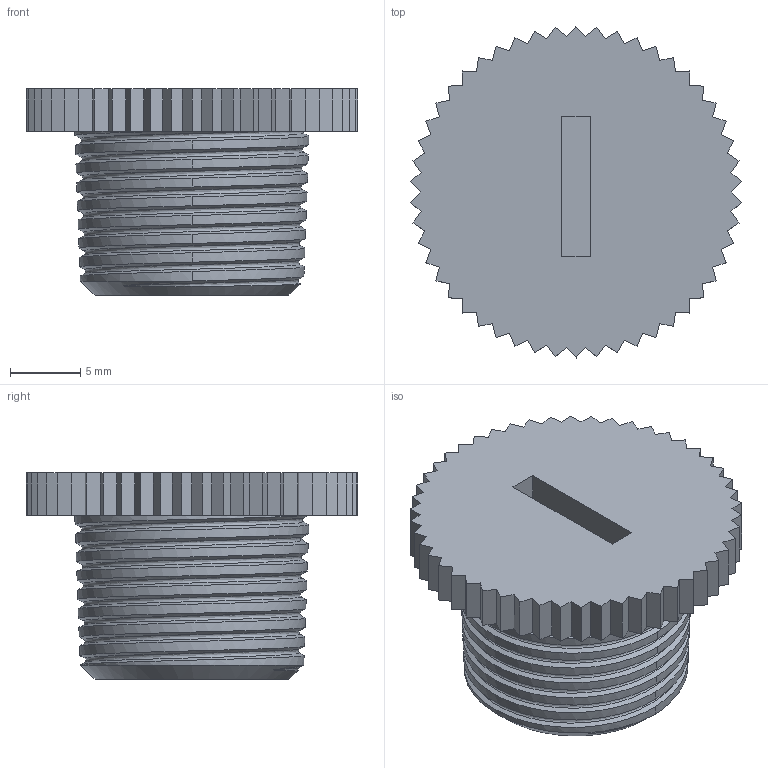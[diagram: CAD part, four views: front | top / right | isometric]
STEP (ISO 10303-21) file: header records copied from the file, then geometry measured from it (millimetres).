
FILE_DESCRIPTION( ( '' ), ' ' );
FILE_NAME( '5e72bd5932a09715c454cb72.step', '2020-03-19T00:31:22', ( '' ), ( '' ), ' ', ' ', ' ' );
FILE_SCHEMA( ( 'AUTOMOTIVE_DESIGN { 1 0 10303 214 1 1 1 1 }' ) );
Length unit declared in the file: metre
Products named in the file (1): main cap
Bounding box: 23.64 x 23.68 x 14.7 mm (x, y, z)
Volume: 2225.3 mm3; surface area: 2360.3 mm2
Topology: 1 solids, 1 shells, 132 faces, 384 edges, 257 vertices
Faces by surface type: plane 109, cone 19, bspline 3, cylinder 1
Full cylindrical faces by diameter (mm): 11.956 x1
Entity records: 12242 total; most frequent: CARTESIAN_POINT 7785, ORIENTED_EDGE 762, DIRECTION 601, EDGE_CURVE 381, LINE 329, VECTOR 329, VERTEX_POINT 256, EDGE_LOOP 137
